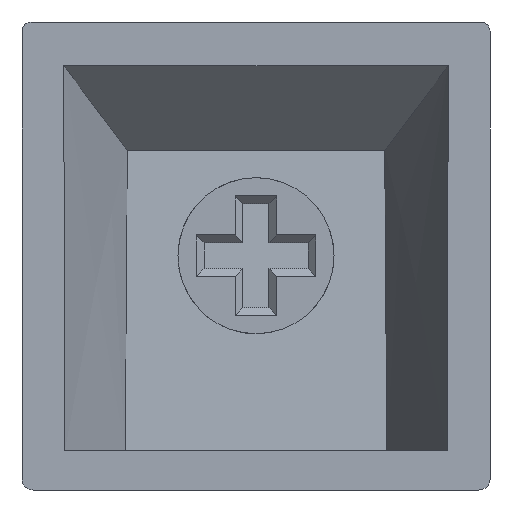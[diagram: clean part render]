
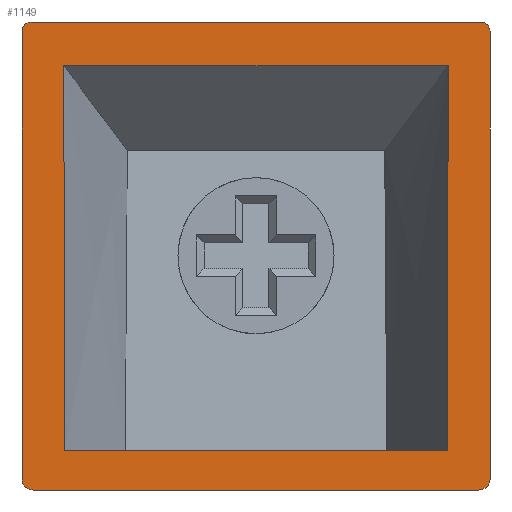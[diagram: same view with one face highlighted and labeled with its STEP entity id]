
A CAD part, front view. The second image highlights one B-rep face of the part: STEP entity #1149.
In plain terms, the highlighted planar face has unit normal (0, -1, 0).
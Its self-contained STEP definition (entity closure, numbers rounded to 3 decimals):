
#1149=ADVANCED_FACE('',(#1150,#1240),#1284,.T.);
#1150=FACE_BOUND('',#1151,.T.);
#1151=EDGE_LOOP('',(#1152,#1162,#1176,#1184,#1198,#1206,#1220,#1228));
#1152=ORIENTED_EDGE('',*,*,#1153,.T.);
#1153=EDGE_CURVE('',#1154,#1156,#1158,.F.);
#1154=VERTEX_POINT('',#1155);
#1155=CARTESIAN_POINT('',(0.443,0.0,-18.0));
#1156=VERTEX_POINT('',#1157);
#1157=CARTESIAN_POINT('',(17.557,0.0,-18.0));
#1158=LINE('',#1159,#1160);
#1159=CARTESIAN_POINT('',(0.0,0.0,-18.0));
#1160=VECTOR('',#1161,1.0);
#1161=DIRECTION('',(-1.0,0.0,0.0));
#1162=ORIENTED_EDGE('',*,*,#1163,.T.);
#1163=EDGE_CURVE('',#1156,#1164,#1166,.T.);
#1164=VERTEX_POINT('',#1165);
#1165=CARTESIAN_POINT('',(18.0,0.0,-17.6));
#1166=B_SPLINE_CURVE_WITH_KNOTS('',2,(#1167,#1168,#1169,#1170,#1171,#1172,#1173,#1174,#1175),.UNSPECIFIED.,.F.,.U.,(3,2,2,2,3),(0.0,0.25,0.5,0.75,1.0),.PIECEWISE_BEZIER_KNOTS.);
#1167=CARTESIAN_POINT('',(17.557,0.0,-18.0));
#1168=CARTESIAN_POINT('',(17.64,0.0,-18.0));
#1169=CARTESIAN_POINT('',(17.719,0.0,-17.972));
#1170=CARTESIAN_POINT('',(17.798,0.0,-17.945));
#1171=CARTESIAN_POINT('',(17.862,0.0,-17.891));
#1172=CARTESIAN_POINT('',(17.926,0.0,-17.836));
#1173=CARTESIAN_POINT('',(17.963,0.0,-17.761));
#1174=CARTESIAN_POINT('',(18.,0.0,-17.685));
#1175=CARTESIAN_POINT('',(18.,0.0,-17.6));
#1176=ORIENTED_EDGE('',*,*,#1177,.T.);
#1177=EDGE_CURVE('',#1164,#1178,#1180,.F.);
#1178=VERTEX_POINT('',#1179);
#1179=CARTESIAN_POINT('',(18.0,0.0,-0.378));
#1180=LINE('',#1181,#1182);
#1181=CARTESIAN_POINT('',(18.0,0.0,0.0));
#1182=VECTOR('',#1183,1.0);
#1183=DIRECTION('',(0.,0.0,-1.0));
#1184=ORIENTED_EDGE('',*,*,#1185,.T.);
#1185=EDGE_CURVE('',#1178,#1186,#1188,.T.);
#1186=VERTEX_POINT('',#1187);
#1187=CARTESIAN_POINT('',(17.64,0.0,0.0));
#1188=B_SPLINE_CURVE_WITH_KNOTS('',2,(#1189,#1190,#1191,#1192,#1193,#1194,#1195,#1196,#1197),.UNSPECIFIED.,.F.,.U.,(3,2,2,2,3),(0.0,0.25,0.5,0.75,1.0),.PIECEWISE_BEZIER_KNOTS.);
#1189=CARTESIAN_POINT('',(18.,0.0,-0.378));
#1190=CARTESIAN_POINT('',(18.,0.0,-0.303));
#1191=CARTESIAN_POINT('',(17.976,0.0,-0.235));
#1192=CARTESIAN_POINT('',(17.952,0.0,-0.166));
#1193=CARTESIAN_POINT('',(17.902,0.0,-0.111));
#1194=CARTESIAN_POINT('',(17.853,0.0,-0.058));
#1195=CARTESIAN_POINT('',(17.783,0.0,-0.028));
#1196=CARTESIAN_POINT('',(17.717,0.0,0.));
#1197=CARTESIAN_POINT('',(17.64,0.0,0.));
#1198=ORIENTED_EDGE('',*,*,#1199,.T.);
#1199=EDGE_CURVE('',#1186,#1200,#1202,.F.);
#1200=VERTEX_POINT('',#1201);
#1201=CARTESIAN_POINT('',(0.36,0.0,0.0));
#1202=LINE('',#1203,#1204);
#1203=CARTESIAN_POINT('',(0.0,0.0,0.0));
#1204=VECTOR('',#1205,1.0);
#1205=DIRECTION('',(1.0,0.0,0.0));
#1206=ORIENTED_EDGE('',*,*,#1207,.T.);
#1207=EDGE_CURVE('',#1200,#1208,#1210,.T.);
#1208=VERTEX_POINT('',#1209);
#1209=CARTESIAN_POINT('',(0.0,0.0,-0.378));
#1210=B_SPLINE_CURVE_WITH_KNOTS('',2,(#1211,#1212,#1213,#1214,#1215,#1216,#1217,#1218,#1219),.UNSPECIFIED.,.F.,.U.,(3,2,2,2,3),(0.0,0.25,0.5,0.75,1.0),.PIECEWISE_BEZIER_KNOTS.);
#1211=CARTESIAN_POINT('',(0.36,0.0,0.));
#1212=CARTESIAN_POINT('',(0.285,0.0,0.));
#1213=CARTESIAN_POINT('',(0.217,0.0,-0.028));
#1214=CARTESIAN_POINT('',(0.15,0.0,-0.055));
#1215=CARTESIAN_POINT('',(0.099,0.0,-0.111));
#1216=CARTESIAN_POINT('',(0.05,0.0,-0.162));
#1217=CARTESIAN_POINT('',(0.024,0.0,-0.235));
#1218=CARTESIAN_POINT('',(0.,0.0,-0.301));
#1219=CARTESIAN_POINT('',(0.,0.0,-0.378));
#1220=ORIENTED_EDGE('',*,*,#1221,.T.);
#1221=EDGE_CURVE('',#1208,#1222,#1224,.F.);
#1222=VERTEX_POINT('',#1223);
#1223=CARTESIAN_POINT('',(0.0,0.0,-17.6));
#1224=LINE('',#1225,#1226);
#1225=CARTESIAN_POINT('',(0.0,0.0,0.0));
#1226=VECTOR('',#1227,1.0);
#1227=DIRECTION('',(0.0,0.0,1.0));
#1228=ORIENTED_EDGE('',*,*,#1229,.T.);
#1229=EDGE_CURVE('',#1222,#1154,#1230,.T.);
#1230=B_SPLINE_CURVE_WITH_KNOTS('',2,(#1231,#1232,#1233,#1234,#1235,#1236,#1237,#1238,#1239),.UNSPECIFIED.,.F.,.U.,(3,2,2,2,3),(0.0,0.25,0.5,0.75,1.0),.PIECEWISE_BEZIER_KNOTS.);
#1231=CARTESIAN_POINT('',(0.,0.0,-17.6));
#1232=CARTESIAN_POINT('',(0.,0.0,-17.683));
#1233=CARTESIAN_POINT('',(0.037,0.0,-17.76));
#1234=CARTESIAN_POINT('',(0.072,0.0,-17.833));
#1235=CARTESIAN_POINT('',(0.138,0.0,-17.89));
#1236=CARTESIAN_POINT('',(0.198,0.0,-17.943));
#1237=CARTESIAN_POINT('',(0.28,0.0,-17.972));
#1238=CARTESIAN_POINT('',(0.358,0.0,-18.0));
#1239=CARTESIAN_POINT('',(0.443,0.0,-18.0));
#1240=FACE_BOUND('',#1241,.T.);
#1241=EDGE_LOOP('',(#1242,#1252,#1265,#1273));
#1242=ORIENTED_EDGE('',*,*,#1243,.T.);
#1243=EDGE_CURVE('',#1244,#1246,#1248,.T.);
#1244=VERTEX_POINT('',#1245);
#1245=CARTESIAN_POINT('',(16.353,0.,-16.5));
#1246=VERTEX_POINT('',#1247);
#1247=CARTESIAN_POINT('',(1.647,0.,-16.5));
#1248=LINE('',#1249,#1250);
#1249=CARTESIAN_POINT('',(0.0,0.0,-16.5));
#1250=VECTOR('',#1251,1.0);
#1251=DIRECTION('',(-1.0,0.0,0.0));
#1252=ORIENTED_EDGE('',*,*,#1253,.T.);
#1253=EDGE_CURVE('',#1246,#1254,#1256,.T.);
#1254=VERTEX_POINT('',#1255);
#1255=CARTESIAN_POINT('',(1.605,0.,-1.684));
#1256=B_SPLINE_CURVE_WITH_KNOTS('',3,(#1257,#1258,#1259,#1260,#1261,#1262,#1263,#1264),.UNSPECIFIED.,.F.,.U.,(4,2,2,4),(0.0,4.788,9.802,14.816),.UNSPECIFIED.);
#1257=CARTESIAN_POINT('',(1.647,0.,-16.5));
#1258=CARTESIAN_POINT('',(1.641,0.,-14.904));
#1259=CARTESIAN_POINT('',(1.636,0.,-13.308));
#1260=CARTESIAN_POINT('',(1.626,0.,-10.041));
#1261=CARTESIAN_POINT('',(1.621,0.0,-8.37));
#1262=CARTESIAN_POINT('',(1.613,0.0,-5.027));
#1263=CARTESIAN_POINT('',(1.609,0.,-3.355));
#1264=CARTESIAN_POINT('',(1.605,0.,-1.684));
#1265=ORIENTED_EDGE('',*,*,#1266,.T.);
#1266=EDGE_CURVE('',#1254,#1267,#1269,.T.);
#1267=VERTEX_POINT('',#1268);
#1268=CARTESIAN_POINT('',(16.395,0.,-1.684));
#1269=LINE('',#1270,#1271);
#1270=CARTESIAN_POINT('',(0.0,0.0,-1.684));
#1271=VECTOR('',#1272,1.0);
#1272=DIRECTION('',(1.0,0.0,0.0));
#1273=ORIENTED_EDGE('',*,*,#1274,.T.);
#1274=EDGE_CURVE('',#1267,#1244,#1275,.T.);
#1275=B_SPLINE_CURVE_WITH_KNOTS('',3,(#1276,#1277,#1278,#1279,#1280,#1281,#1282,#1283),.UNSPECIFIED.,.F.,.U.,(4,2,2,4),(0.0,4.786,9.801,14.816),.UNSPECIFIED.);
#1276=CARTESIAN_POINT('',(16.395,0.,-1.684));
#1277=CARTESIAN_POINT('',(16.392,0.,-3.279));
#1278=CARTESIAN_POINT('',(16.388,0.,-4.874));
#1279=CARTESIAN_POINT('',(16.38,0.,-8.141));
#1280=CARTESIAN_POINT('',(16.375,0.,-9.813));
#1281=CARTESIAN_POINT('',(16.365,0.,-13.157));
#1282=CARTESIAN_POINT('',(16.359,0.,-14.828));
#1283=CARTESIAN_POINT('',(16.353,0.,-16.5));
#1284=PLANE('',#1285);
#1285=AXIS2_PLACEMENT_3D('',#1286,#1287,#1288);
#1286=CARTESIAN_POINT('',(0.0,0.0,0.0));
#1287=DIRECTION('',(0.0,-1.0,0.0));
#1288=DIRECTION('',(0.0,0.0,-1.0));
